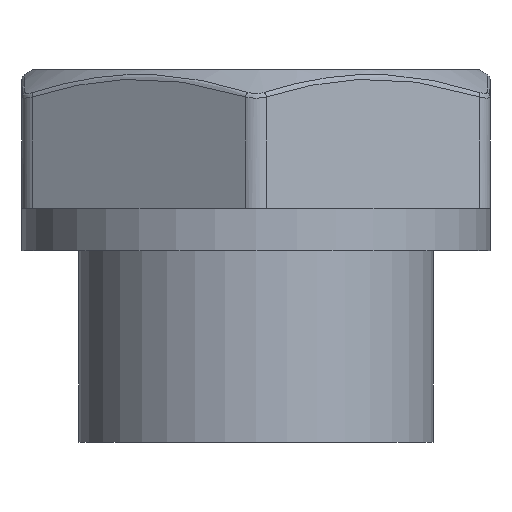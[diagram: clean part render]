
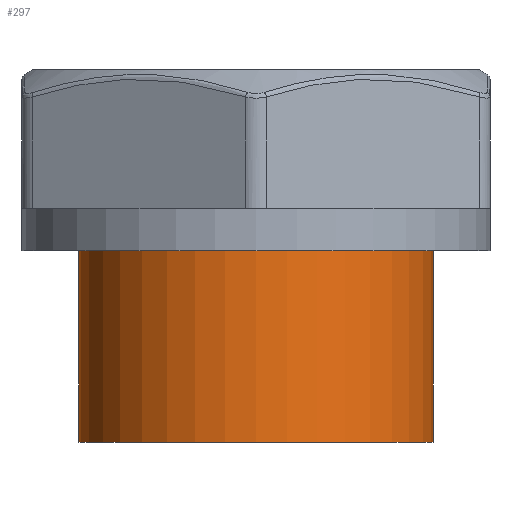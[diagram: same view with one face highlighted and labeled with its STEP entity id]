
A CAD part, front view. The second image highlights one B-rep face of the part: STEP entity #297.
In plain terms, the highlighted cylindrical face has radius 8.331 mm (diameter 16.662 mm), a full revolution.
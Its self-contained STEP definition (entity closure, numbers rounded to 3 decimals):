
#297 = ADVANCED_FACE( '', ( #730, #731 ), #732, .T. );
#730 = FACE_OUTER_BOUND( '', #1417, .T. );
#731 = FACE_OUTER_BOUND( '', #1418, .T. );
#732 = CYLINDRICAL_SURFACE( '', #1419, 8.331 );
#1417 = EDGE_LOOP( '', ( #3211 ) );
#1418 = EDGE_LOOP( '', ( #3212 ) );
#1419 = AXIS2_PLACEMENT_3D( '', #3213, #3214, #3215 );
#3211 = ORIENTED_EDGE( '', *, *, #4541, .F. );
#3212 = ORIENTED_EDGE( '', *, *, #4679, .T. );
#3213 = CARTESIAN_POINT( '', ( 0., 0., 11. ) );
#3214 = DIRECTION( '', ( 0., 0., 1. ) );
#3215 = DIRECTION( '', ( -1., 0., 0. ) );
#4541 = EDGE_CURVE( '', #5208, #5208, #5209, .T. );
#4679 = EDGE_CURVE( '', #5433, #5433, #5434, .F. );
#5208 = VERTEX_POINT( '', #6257 );
#5209 = CIRCLE( '', #6258, 8.331 );
#5433 = VERTEX_POINT( '', #6734 );
#5434 = CIRCLE( '', #6735, 8.331 );
#6257 = CARTESIAN_POINT( '', ( 8.331, 0., 0. ) );
#6258 = AXIS2_PLACEMENT_3D( '', #8165, #8166, #8167 );
#6734 = CARTESIAN_POINT( '', ( 8.331, 0., 9. ) );
#6735 = AXIS2_PLACEMENT_3D( '', #8272, #8273, #8274 );
#8165 = CARTESIAN_POINT( '', ( 0., 0., 0. ) );
#8166 = DIRECTION( '', ( 0., 0., -1. ) );
#8167 = DIRECTION( '', ( 1., 0., 0. ) );
#8272 = CARTESIAN_POINT( '', ( 0., 0., 9. ) );
#8273 = DIRECTION( '', ( 0., 0., 1. ) );
#8274 = DIRECTION( '', ( 1., 0., 0. ) );
